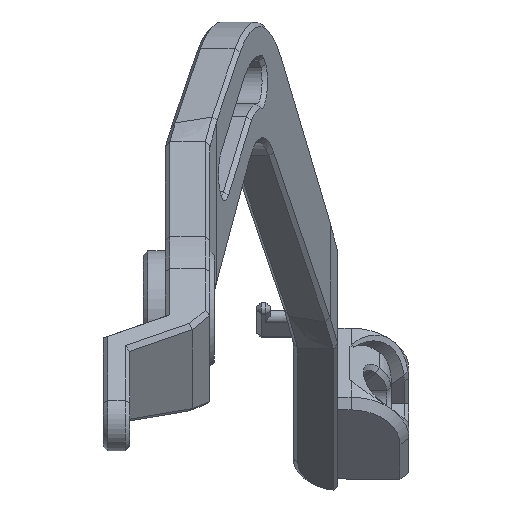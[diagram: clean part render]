
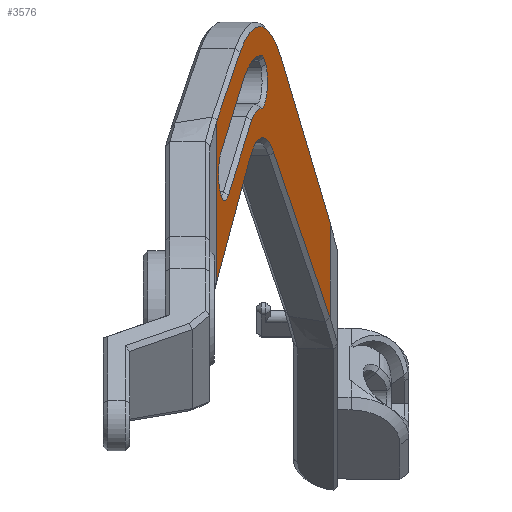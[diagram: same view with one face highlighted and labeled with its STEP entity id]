
A CAD part, top view. The second image highlights one B-rep face of the part: STEP entity #3576.
In plain terms, the highlighted planar face has unit normal (0.973, 0, 0.232).
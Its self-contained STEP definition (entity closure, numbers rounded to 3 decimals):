
#52=B_SPLINE_CURVE_WITH_KNOTS('',3,(#5441,#5442,#5443,#5444),
 .UNSPECIFIED.,.F.,.F.,(4,4),(0.485,0.509),
 .UNSPECIFIED.);
#53=B_SPLINE_CURVE_WITH_KNOTS('',3,(#5452,#5453,#5454,#5455),
 .UNSPECIFIED.,.F.,.F.,(4,4),(0.,0.079),.UNSPECIFIED.);
#123=FACE_BOUND('',#606,.T.);
#204=CIRCLE('',#3852,6.);
#205=CIRCLE('',#3854,17.813);
#207=CIRCLE('',#3858,6.);
#208=CIRCLE('',#3861,6.);
#209=CIRCLE('',#3863,29.813);
#210=CIRCLE('',#3865,6.);
#211=CIRCLE('',#3871,34.);
#212=CIRCLE('',#3872,19.);
#377=FACE_OUTER_BOUND('',#605,.T.);
#605=EDGE_LOOP('',(#2596,#2597,#2598,#2599,#2600,#2601,#2602,#2603,#2604,
#2605));
#606=EDGE_LOOP('',(#2606,#2607,#2608,#2609,#2610,#2611,#2612,#2613,#2614));
#874=LINE('',#5401,#1215);
#877=LINE('',#5409,#1218);
#880=LINE('',#5426,#1221);
#885=LINE('',#5437,#1226);
#886=LINE('',#5439,#1227);
#887=LINE('',#5446,#1228);
#888=LINE('',#5450,#1229);
#889=LINE('',#5457,#1230);
#890=LINE('',#5459,#1231);
#1215=VECTOR('',#4366,10.);
#1218=VECTOR('',#4375,10.);
#1221=VECTOR('',#4392,10.);
#1226=VECTOR('',#4405,10.);
#1227=VECTOR('',#4406,10.);
#1228=VECTOR('',#4407,10.);
#1229=VECTOR('',#4410,10.);
#1230=VECTOR('',#4411,10.);
#1231=VECTOR('',#4412,10.);
#1570=VERTEX_POINT('',#5380);
#1571=VERTEX_POINT('',#5382);
#1572=VERTEX_POINT('',#5389);
#1574=VERTEX_POINT('',#5399);
#1575=VERTEX_POINT('',#5403);
#1576=VERTEX_POINT('',#5407);
#1577=VERTEX_POINT('',#5411);
#1578=VERTEX_POINT('',#5415);
#1579=VERTEX_POINT('',#5419);
#1580=VERTEX_POINT('',#5435);
#1581=VERTEX_POINT('',#5436);
#1582=VERTEX_POINT('',#5438);
#1583=VERTEX_POINT('',#5440);
#1584=VERTEX_POINT('',#5445);
#1585=VERTEX_POINT('',#5447);
#1586=VERTEX_POINT('',#5449);
#1587=VERTEX_POINT('',#5451);
#1588=VERTEX_POINT('',#5456);
#1589=VERTEX_POINT('',#5458);
#1928=EDGE_CURVE('',#1570,#1571,#204,.T.);
#1930=EDGE_CURVE('',#1572,#1570,#205,.T.);
#1935=EDGE_CURVE('',#1574,#1572,#874,.T.);
#1937=EDGE_CURVE('',#1575,#1574,#207,.T.);
#1939=EDGE_CURVE('',#1576,#1575,#877,.T.);
#1941=EDGE_CURVE('',#1577,#1576,#208,.T.);
#1943=EDGE_CURVE('',#1578,#1577,#209,.T.);
#1944=EDGE_CURVE('',#1579,#1578,#210,.T.);
#1946=EDGE_CURVE('',#1571,#1579,#880,.T.);
#1951=EDGE_CURVE('',#1580,#1581,#885,.T.);
#1952=EDGE_CURVE('',#1580,#1582,#886,.T.);
#1953=EDGE_CURVE('',#1583,#1582,#52,.T.);
#1954=EDGE_CURVE('',#1584,#1583,#887,.T.);
#1955=EDGE_CURVE('',#1585,#1584,#211,.T.);
#1956=EDGE_CURVE('',#1586,#1585,#888,.T.);
#1957=EDGE_CURVE('',#1587,#1586,#53,.T.);
#1958=EDGE_CURVE('',#1587,#1588,#889,.T.);
#1959=EDGE_CURVE('',#1589,#1588,#890,.T.);
#1960=EDGE_CURVE('',#1581,#1589,#212,.T.);
#2596=ORIENTED_EDGE('',*,*,#1951,.F.);
#2597=ORIENTED_EDGE('',*,*,#1952,.T.);
#2598=ORIENTED_EDGE('',*,*,#1953,.F.);
#2599=ORIENTED_EDGE('',*,*,#1954,.F.);
#2600=ORIENTED_EDGE('',*,*,#1955,.F.);
#2601=ORIENTED_EDGE('',*,*,#1956,.F.);
#2602=ORIENTED_EDGE('',*,*,#1957,.F.);
#2603=ORIENTED_EDGE('',*,*,#1958,.T.);
#2604=ORIENTED_EDGE('',*,*,#1959,.F.);
#2605=ORIENTED_EDGE('',*,*,#1960,.F.);
#2606=ORIENTED_EDGE('',*,*,#1928,.F.);
#2607=ORIENTED_EDGE('',*,*,#1930,.F.);
#2608=ORIENTED_EDGE('',*,*,#1935,.F.);
#2609=ORIENTED_EDGE('',*,*,#1937,.F.);
#2610=ORIENTED_EDGE('',*,*,#1939,.F.);
#2611=ORIENTED_EDGE('',*,*,#1941,.F.);
#2612=ORIENTED_EDGE('',*,*,#1943,.F.);
#2613=ORIENTED_EDGE('',*,*,#1944,.F.);
#2614=ORIENTED_EDGE('',*,*,#1946,.F.);
#3427=PLANE('',#3870);
#3576=ADVANCED_FACE('',(#377,#123),#3427,.T.);
#3852=AXIS2_PLACEMENT_3D('',#5383,#4354,#4355);
#3854=AXIS2_PLACEMENT_3D('',#5390,#4358,#4359);
#3858=AXIS2_PLACEMENT_3D('',#5405,#4370,#4371);
#3861=AXIS2_PLACEMENT_3D('',#5413,#4379,#4380);
#3863=AXIS2_PLACEMENT_3D('',#5417,#4384,#4385);
#3865=AXIS2_PLACEMENT_3D('',#5420,#4388,#4389);
#3870=AXIS2_PLACEMENT_3D('',#5434,#4403,#4404);
#3871=AXIS2_PLACEMENT_3D('',#5448,#4408,#4409);
#3872=AXIS2_PLACEMENT_3D('',#5460,#4413,#4414);
#4354=DIRECTION('center_axis',(0.973,0.,0.232));
#4355=DIRECTION('ref_axis',(0.,-1.,0.));
#4358=DIRECTION('center_axis',(-0.973,0.,-0.232));
#4359=DIRECTION('ref_axis',(0.,1.,0.));
#4366=DIRECTION('',(0.185,0.604,-0.775));
#4370=DIRECTION('center_axis',(0.973,0.,0.232));
#4371=DIRECTION('ref_axis',(-0.14,0.797,0.587));
#4375=DIRECTION('',(-0.185,-0.604,0.775));
#4379=DIRECTION('center_axis',(0.973,0.,0.232));
#4380=DIRECTION('ref_axis',(-0.126,0.84,0.528));
#4384=DIRECTION('center_axis',(0.973,0.,0.232));
#4385=DIRECTION('ref_axis',(0.,1.,0.));
#4388=DIRECTION('center_axis',(0.973,0.,0.232));
#4389=DIRECTION('ref_axis',(0.,1.,0.));
#4392=DIRECTION('',(-0.187,0.588,0.787));
#4403=DIRECTION('center_axis',(0.973,0.,0.232));
#4404=DIRECTION('ref_axis',(0.232,0.,-0.973));
#4405=DIRECTION('',(-0.192,0.561,0.805));
#4406=DIRECTION('',(0.,1.,0.));
#4407=DIRECTION('',(0.183,-0.615,-0.767));
#4408=DIRECTION('center_axis',(-0.973,0.,-0.232));
#4409=DIRECTION('ref_axis',(0.143,0.789,-0.598));
#4410=DIRECTION('',(0.191,0.564,-0.803));
#4411=DIRECTION('',(0.,-1.,0.));
#4412=DIRECTION('',(-0.175,-0.658,0.733));
#4413=DIRECTION('center_axis',(0.973,0.,0.232));
#4414=DIRECTION('ref_axis',(0.13,0.828,-0.546));
#5380=CARTESIAN_POINT('',(18.547,45.16,-72.341));
#5382=CARTESIAN_POINT('',(19.602,55.067,-76.771));
#5383=CARTESIAN_POINT('Origin',(18.547,51.16,-72.341));
#5389=CARTESIAN_POINT('',(16.346,42.418,-63.103));
#5390=CARTESIAN_POINT('Origin',(18.547,27.347,-72.341));
#5399=CARTESIAN_POINT('',(11.18,25.529,-41.416));
#5401=CARTESIAN_POINT('',(13.45,32.949,-50.944));
#5403=CARTESIAN_POINT('',(9.5,35.094,-34.367));
#5405=CARTESIAN_POINT('Origin',(10.34,30.312,-37.892));
#5407=CARTESIAN_POINT('',(14.711,52.128,-56.24));
#5409=CARTESIAN_POINT('',(14.376,51.031,-54.831));
#5411=CARTESIAN_POINT('',(14.796,52.385,-56.596));
#5413=CARTESIAN_POINT('Origin',(15.551,47.346,-59.765));
#5415=CARTESIAN_POINT('',(18.547,57.16,-72.341));
#5417=CARTESIAN_POINT('Origin',(18.547,27.347,-72.341));
#5419=CARTESIAN_POINT('',(19.082,56.699,-74.586));
#5420=CARTESIAN_POINT('Origin',(18.547,51.16,-72.341));
#5426=CARTESIAN_POINT('',(22.143,47.101,-87.436));
#5434=CARTESIAN_POINT('Origin',(20.419,13.599,-80.2));
#5435=CARTESIAN_POINT('',(34.013,-1.68,-137.261));
#5436=CARTESIAN_POINT('',(21.338,35.341,-84.055));
#5437=CARTESIAN_POINT('',(22.193,32.842,-87.644));
#5438=CARTESIAN_POINT('',(34.013,19.605,-137.261));
#5439=CARTESIAN_POINT('',(34.013,6.799,-137.261));
#5440=CARTESIAN_POINT('',(33.969,19.759,-137.077));
#5441=CARTESIAN_POINT('Ctrl Pts',(33.969,19.759,-137.077));
#5442=CARTESIAN_POINT('Ctrl Pts',(33.984,19.707,-137.139));
#5443=CARTESIAN_POINT('Ctrl Pts',(33.999,19.656,-137.2));
#5444=CARTESIAN_POINT('Ctrl Pts',(34.013,19.605,-137.261));
#5445=CARTESIAN_POINT('',(23.077,56.417,-91.354));
#5446=CARTESIAN_POINT('',(35.131,15.849,-141.954));
#5447=CARTESIAN_POINT('',(13.785,57.679,-52.354));
#5448=CARTESIAN_POINT('Origin',(18.231,29.607,-71.014));
#5449=CARTESIAN_POINT('',(8.626,42.468,-30.699));
#5450=CARTESIAN_POINT('',(13.667,57.331,-51.858));
#5451=CARTESIAN_POINT('',(8.491,41.931,-30.13));
#5452=CARTESIAN_POINT('Ctrl Pts',(8.491,41.931,-30.13));
#5453=CARTESIAN_POINT('Ctrl Pts',(8.536,42.11,-30.32));
#5454=CARTESIAN_POINT('Ctrl Pts',(8.581,42.289,-30.509));
#5455=CARTESIAN_POINT('Ctrl Pts',(8.626,42.468,-30.699));
#5456=CARTESIAN_POINT('',(8.491,5.885,-30.13));
#5457=CARTESIAN_POINT('',(8.491,6.799,-30.13));
#5458=CARTESIAN_POINT('',(15.973,33.926,-61.537));
#5459=CARTESIAN_POINT('',(10.456,13.149,-38.377));
#5460=CARTESIAN_POINT('Origin',(18.868,19.61,-73.69));
